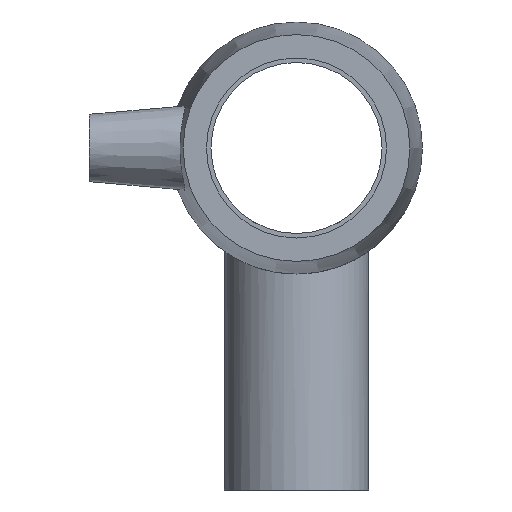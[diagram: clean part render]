
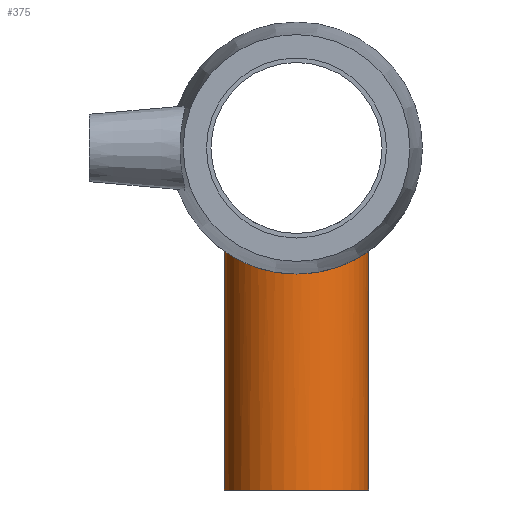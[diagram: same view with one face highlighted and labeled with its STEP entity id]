
A CAD part, left-side view. The second image highlights one B-rep face of the part: STEP entity #375.
In plain terms, the highlighted cylindrical face has radius 16 mm (diameter 32 mm), a full revolution.
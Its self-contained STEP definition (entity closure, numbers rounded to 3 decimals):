
#37=FACE_BOUND('',#142,.T.);
#75=CIRCLE('',#414,16.);
#105=FACE_OUTER_BOUND('',#141,.T.);
#141=EDGE_LOOP('',(#291));
#142=EDGE_LOOP('',(#292));
#211=B_SPLINE_CURVE_WITH_KNOTS('',3,(#716,#717,#718,#719,#720,#721,#722,
#723,#724,#725,#726,#727,#728,#729,#730,#731,#732,#733,#734,#735,#736,#737,
#738,#739,#740,#741,#742,#743,#744,#745,#746,#747,#748,#749,#750,#751,#752,
#753,#754,#755,#756,#757,#758,#759,#760,#761,#762,#763,#764,#765,#766,#767,
#768,#769,#770,#771,#772,#773),.UNSPECIFIED.,.T.,.F.,(4,2,2,2,2,2,2,2,2,
2,2,2,2,2,2,2,2,2,2,2,2,2,2,2,2,2,2,2,4),(0.,0.311,0.621,
1.242,1.551,1.86,2.169,2.478,
2.787,3.096,3.405,3.714,4.336,
4.646,4.957,5.268,5.578,6.199,
6.509,6.818,7.127,7.436,7.745,
8.054,8.363,8.672,9.293,9.603,
9.914),.UNSPECIFIED.);
#219=VERTEX_POINT('',#713);
#220=VERTEX_POINT('',#715);
#255=EDGE_CURVE('',#219,#219,#75,.T.);
#256=EDGE_CURVE('',#220,#220,#211,.T.);
#291=ORIENTED_EDGE('',*,*,#255,.F.);
#292=ORIENTED_EDGE('',*,*,#256,.F.);
#361=CYLINDRICAL_SURFACE('',#413,16.);
#375=ADVANCED_FACE('',(#105,#37),#361,.T.);
#413=AXIS2_PLACEMENT_3D('',#712,#483,#484);
#414=AXIS2_PLACEMENT_3D('',#714,#485,#486);
#483=DIRECTION('center_axis',(0.,0.,1.));
#484=DIRECTION('ref_axis',(-1.,0.,0.));
#485=DIRECTION('center_axis',(0.,0.,-1.));
#486=DIRECTION('ref_axis',(-1.,0.,0.));
#712=CARTESIAN_POINT('Origin',(-28.5,0.054,-76.));
#713=CARTESIAN_POINT('',(-12.5,0.054,-76.));
#714=CARTESIAN_POINT('Origin',(-28.5,0.054,-76.));
#715=CARTESIAN_POINT('',(-28.5,-15.946,-23.016));
#716=CARTESIAN_POINT('Ctrl Pts',(-28.5,-15.946,-23.016));
#717=CARTESIAN_POINT('Ctrl Pts',(-27.465,-15.946,-23.016));
#718=CARTESIAN_POINT('Ctrl Pts',(-26.406,-15.844,-23.087));
#719=CARTESIAN_POINT('Ctrl Pts',(-24.318,-15.427,-23.368));
#720=CARTESIAN_POINT('Ctrl Pts',(-23.289,-15.111,-23.577));
#721=CARTESIAN_POINT('Ctrl Pts',(-20.349,-13.877,-24.338));
#722=CARTESIAN_POINT('Ctrl Pts',(-18.583,-12.657,-25.023));
#723=CARTESIAN_POINT('Ctrl Pts',(-16.49,-10.563,-25.942));
#724=CARTESIAN_POINT('Ctrl Pts',(-15.833,-9.776,-26.254));
#725=CARTESIAN_POINT('Ctrl Pts',(-14.667,-8.054,-26.832));
#726=CARTESIAN_POINT('Ctrl Pts',(-14.158,-7.118,-27.099));
#727=CARTESIAN_POINT('Ctrl Pts',(-13.333,-5.153,-27.54));
#728=CARTESIAN_POINT('Ctrl Pts',(-13.018,-4.122,-27.715));
#729=CARTESIAN_POINT('Ctrl Pts',(-12.601,-2.033,-27.946));
#730=CARTESIAN_POINT('Ctrl Pts',(-12.5,-0.976,-28.002));
#731=CARTESIAN_POINT('Ctrl Pts',(-12.5,1.084,-27.998));
#732=CARTESIAN_POINT('Ctrl Pts',(-12.601,2.142,-27.938));
#733=CARTESIAN_POINT('Ctrl Pts',(-13.018,4.232,-27.698));
#734=CARTESIAN_POINT('Ctrl Pts',(-13.334,5.264,-27.519));
#735=CARTESIAN_POINT('Ctrl Pts',(-14.159,7.229,-27.07));
#736=CARTESIAN_POINT('Ctrl Pts',(-14.669,8.164,-26.799));
#737=CARTESIAN_POINT('Ctrl Pts',(-15.835,9.887,-26.212));
#738=CARTESIAN_POINT('Ctrl Pts',(-16.492,10.674,-25.897));
#739=CARTESIAN_POINT('Ctrl Pts',(-18.585,12.766,-24.967));
#740=CARTESIAN_POINT('Ctrl Pts',(-20.35,13.985,-24.277));
#741=CARTESIAN_POINT('Ctrl Pts',(-23.289,15.219,-23.508));
#742=CARTESIAN_POINT('Ctrl Pts',(-24.317,15.534,-23.297));
#743=CARTESIAN_POINT('Ctrl Pts',(-26.405,15.952,-23.013));
#744=CARTESIAN_POINT('Ctrl Pts',(-27.465,16.054,-22.941));
#745=CARTESIAN_POINT('Ctrl Pts',(-29.535,16.054,-22.941));
#746=CARTESIAN_POINT('Ctrl Pts',(-30.595,15.952,-23.013));
#747=CARTESIAN_POINT('Ctrl Pts',(-32.683,15.534,-23.297));
#748=CARTESIAN_POINT('Ctrl Pts',(-33.711,15.219,-23.508));
#749=CARTESIAN_POINT('Ctrl Pts',(-36.65,13.985,-24.277));
#750=CARTESIAN_POINT('Ctrl Pts',(-38.415,12.766,-24.967));
#751=CARTESIAN_POINT('Ctrl Pts',(-40.508,10.674,-25.897));
#752=CARTESIAN_POINT('Ctrl Pts',(-41.165,9.887,-26.212));
#753=CARTESIAN_POINT('Ctrl Pts',(-42.331,8.164,-26.799));
#754=CARTESIAN_POINT('Ctrl Pts',(-42.841,7.229,-27.07));
#755=CARTESIAN_POINT('Ctrl Pts',(-43.666,5.264,-27.519));
#756=CARTESIAN_POINT('Ctrl Pts',(-43.982,4.232,-27.698));
#757=CARTESIAN_POINT('Ctrl Pts',(-44.399,2.142,-27.938));
#758=CARTESIAN_POINT('Ctrl Pts',(-44.5,1.084,-27.998));
#759=CARTESIAN_POINT('Ctrl Pts',(-44.5,-0.976,-28.002));
#760=CARTESIAN_POINT('Ctrl Pts',(-44.399,-2.033,-27.946));
#761=CARTESIAN_POINT('Ctrl Pts',(-43.982,-4.122,-27.715));
#762=CARTESIAN_POINT('Ctrl Pts',(-43.667,-5.153,-27.54));
#763=CARTESIAN_POINT('Ctrl Pts',(-42.842,-7.118,-27.099));
#764=CARTESIAN_POINT('Ctrl Pts',(-42.333,-8.054,-26.832));
#765=CARTESIAN_POINT('Ctrl Pts',(-41.167,-9.776,-26.254));
#766=CARTESIAN_POINT('Ctrl Pts',(-40.51,-10.563,-25.942));
#767=CARTESIAN_POINT('Ctrl Pts',(-38.417,-12.657,-25.023));
#768=CARTESIAN_POINT('Ctrl Pts',(-36.651,-13.877,-24.338));
#769=CARTESIAN_POINT('Ctrl Pts',(-33.711,-15.111,-23.577));
#770=CARTESIAN_POINT('Ctrl Pts',(-32.682,-15.427,-23.368));
#771=CARTESIAN_POINT('Ctrl Pts',(-30.594,-15.844,-23.087));
#772=CARTESIAN_POINT('Ctrl Pts',(-29.535,-15.946,-23.016));
#773=CARTESIAN_POINT('Ctrl Pts',(-28.5,-15.946,-23.016));
